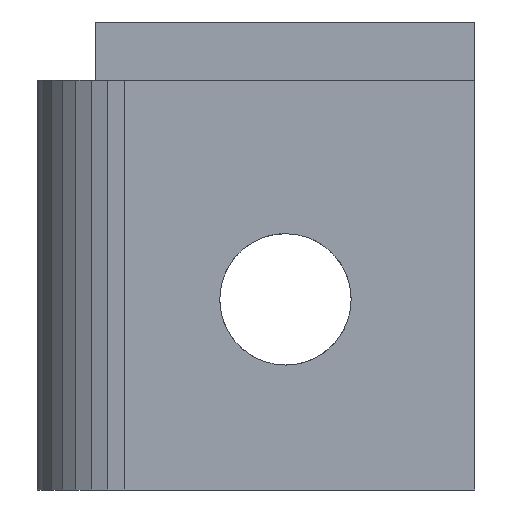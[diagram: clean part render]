
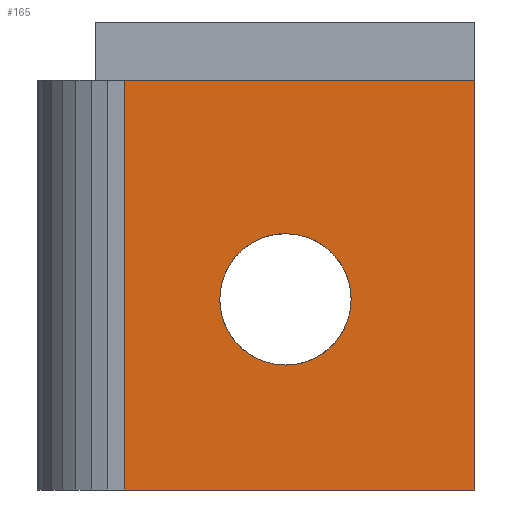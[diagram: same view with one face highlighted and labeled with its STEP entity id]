
A CAD part, left-side view. The second image highlights one B-rep face of the part: STEP entity #165.
In plain terms, the highlighted planar face has unit normal (-1, 0, 0).
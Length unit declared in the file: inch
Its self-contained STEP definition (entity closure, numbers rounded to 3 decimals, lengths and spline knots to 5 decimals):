
#165=ADVANCED_FACE('',(#364,#365),#366,.T.);
#364=FACE_BOUND('',#660,.T.);
#365=FACE_OUTER_BOUND('',#661,.T.);
#366=PLANE('',#662);
#660=EDGE_LOOP('',(#1127,#1128,#1129,#1130));
#661=EDGE_LOOP('',(#1131,#1132,#1133,#1134));
#662=AXIS2_PLACEMENT_3D('',#1135,#1136,#1137);
#1127=ORIENTED_EDGE('',*,*,#1669,.T.);
#1128=ORIENTED_EDGE('',*,*,#1670,.T.);
#1129=ORIENTED_EDGE('',*,*,#1584,.T.);
#1130=ORIENTED_EDGE('',*,*,#1671,.T.);
#1131=ORIENTED_EDGE('',*,*,#1672,.T.);
#1132=ORIENTED_EDGE('',*,*,#1673,.F.);
#1133=ORIENTED_EDGE('',*,*,#1674,.T.);
#1134=ORIENTED_EDGE('',*,*,#1526,.T.);
#1135=CARTESIAN_POINT('',(1.62196,0.74859,-2.0));
#1136=DIRECTION('',(-1.0,0.0,0.0));
#1137=DIRECTION('',(0.0,-1.0,0.0));
#1526=EDGE_CURVE('',#1825,#1826,#1827,.T.);
#1584=EDGE_CURVE('',#1924,#1922,#1925,.T.);
#1669=EDGE_CURVE('',#2058,#2059,#2060,.T.);
#1670=EDGE_CURVE('',#2059,#1924,#2061,.T.);
#1671=EDGE_CURVE('',#1922,#2058,#2062,.T.);
#1672=EDGE_CURVE('',#1826,#2063,#2064,.T.);
#1673=EDGE_CURVE('',#2065,#2063,#2066,.T.);
#1674=EDGE_CURVE('',#2065,#1825,#2067,.T.);
#1825=VERTEX_POINT('',#2288);
#1826=VERTEX_POINT('',#2289);
#1827=LINE('',#2290,#2291);
#1922=VERTEX_POINT('',#2519);
#1924=VERTEX_POINT('',#2522);
#1925=B_SPLINE_CURVE_WITH_KNOTS('',3,(#2523,#2524,#2525,#2526,#2527,#2528,#2529,#2530,#2531,#2532,#2533,#2534),.UNSPECIFIED.,.F.,.F.,(4,2,2,2,2,4),(0.0,0.10863,0.21658,0.32761,0.3845,0.44316),.UNSPECIFIED.);
#2058=VERTEX_POINT('',#2778);
#2059=VERTEX_POINT('',#2779);
#2060=B_SPLINE_CURVE_WITH_KNOTS('',3,(#2780,#2781,#2782,#2783,#2784,#2785,#2786,#2787,#2788,#2789,#2790,#2791),.UNSPECIFIED.,.F.,.F.,(4,2,2,2,2,4),(0.0,0.10861,0.21655,0.32758,0.38448,0.44315),.UNSPECIFIED.);
#2061=B_SPLINE_CURVE_WITH_KNOTS('',3,(#2792,#2793,#2794,#2795,#2796,#2797,#2798,#2799,#2800,#2801,#2802,#2803),.UNSPECIFIED.,.F.,.F.,(4,2,2,2,2,4),(0.0,0.10862,0.21656,0.32758,0.38448,0.44315),.UNSPECIFIED.);
#2062=B_SPLINE_CURVE_WITH_KNOTS('',3,(#2804,#2805,#2806,#2807,#2808,#2809,#2810,#2811,#2812,#2813,#2814,#2815),.UNSPECIFIED.,.F.,.F.,(4,2,2,2,2,4),(0.0,0.10861,0.21655,0.32758,0.38448,0.44316),.UNSPECIFIED.);
#2063=VERTEX_POINT('',#2816);
#2064=LINE('',#2817,#2818);
#2065=VERTEX_POINT('',#2819);
#2066=LINE('',#2820,#2821);
#2067=LINE('',#2822,#2823);
#2288=CARTESIAN_POINT('',(1.62196,0.0,-2.0));
#2289=CARTESIAN_POINT('',(1.62196,0.0,-0.25));
#2290=CARTESIAN_POINT('',(1.62196,0.0,-2.0));
#2291=VECTOR('',#3098,1.0);
#2519=CARTESIAN_POINT('',(1.62196,0.80981,-0.90464));
#2522=CARTESIAN_POINT('',(1.62196,1.09053,-1.18538));
#2523=CARTESIAN_POINT('',(1.62196,1.09053,-1.18538));
#2524=CARTESIAN_POINT('',(1.62196,1.09053,-1.14917));
#2525=CARTESIAN_POINT('',(1.62196,1.08368,-1.11357));
#2526=CARTESIAN_POINT('',(1.62196,1.05664,-1.04678));
#2527=CARTESIAN_POINT('',(1.62196,1.03684,-1.01638));
#2528=CARTESIAN_POINT('',(1.62196,0.9863,-0.96397));
#2529=CARTESIAN_POINT('',(1.62196,0.95567,-0.94262));
#2530=CARTESIAN_POINT('',(1.62196,0.90446,-0.92031));
#2531=CARTESIAN_POINT('',(1.62196,0.8864,-0.91455));
#2532=CARTESIAN_POINT('',(1.62196,0.84877,-0.90664));
#2533=CARTESIAN_POINT('',(1.62196,0.82934,-0.90464));
#2534=CARTESIAN_POINT('',(1.62196,0.80981,-0.90464));
#2778=CARTESIAN_POINT('',(1.62196,0.52909,-1.18538));
#2779=CARTESIAN_POINT('',(1.62196,0.80981,-1.4661));
#2780=CARTESIAN_POINT('',(1.62196,0.52909,-1.18538));
#2781=CARTESIAN_POINT('',(1.62196,0.52909,-1.22158));
#2782=CARTESIAN_POINT('',(1.62196,0.53595,-1.25717));
#2783=CARTESIAN_POINT('',(1.62196,0.56299,-1.32395));
#2784=CARTESIAN_POINT('',(1.62196,0.58278,-1.35434));
#2785=CARTESIAN_POINT('',(1.62196,0.63331,-1.40676));
#2786=CARTESIAN_POINT('',(1.62196,0.66394,-1.42811));
#2787=CARTESIAN_POINT('',(1.62196,0.71516,-1.45042));
#2788=CARTESIAN_POINT('',(1.62196,0.73322,-1.45619));
#2789=CARTESIAN_POINT('',(1.62196,0.77085,-1.4641));
#2790=CARTESIAN_POINT('',(1.62196,0.79028,-1.4661));
#2791=CARTESIAN_POINT('',(1.62196,0.80981,-1.4661));
#2792=CARTESIAN_POINT('',(1.62196,0.80981,-1.4661));
#2793=CARTESIAN_POINT('',(1.62196,0.84602,-1.4661));
#2794=CARTESIAN_POINT('',(1.62196,0.88162,-1.45924));
#2795=CARTESIAN_POINT('',(1.62196,0.9484,-1.4322));
#2796=CARTESIAN_POINT('',(1.62196,0.97879,-1.41241));
#2797=CARTESIAN_POINT('',(1.62196,1.0312,-1.36188));
#2798=CARTESIAN_POINT('',(1.62196,1.05255,-1.33125));
#2799=CARTESIAN_POINT('',(1.62196,1.07486,-1.28003));
#2800=CARTESIAN_POINT('',(1.62196,1.08062,-1.26197));
#2801=CARTESIAN_POINT('',(1.62196,1.08854,-1.22434));
#2802=CARTESIAN_POINT('',(1.62196,1.09053,-1.20491));
#2803=CARTESIAN_POINT('',(1.62196,1.09053,-1.18538));
#2804=CARTESIAN_POINT('',(1.62196,0.80981,-0.90464));
#2805=CARTESIAN_POINT('',(1.62196,0.77361,-0.90464));
#2806=CARTESIAN_POINT('',(1.62196,0.73802,-0.9115));
#2807=CARTESIAN_POINT('',(1.62196,0.67124,-0.93854));
#2808=CARTESIAN_POINT('',(1.62196,0.64085,-0.95833));
#2809=CARTESIAN_POINT('',(1.62196,0.58843,-1.00886));
#2810=CARTESIAN_POINT('',(1.62196,0.56708,-1.03949));
#2811=CARTESIAN_POINT('',(1.62196,0.54477,-1.09071));
#2812=CARTESIAN_POINT('',(1.62196,0.539,-1.10877));
#2813=CARTESIAN_POINT('',(1.62196,0.53109,-1.14641));
#2814=CARTESIAN_POINT('',(1.62196,0.52909,-1.16584));
#2815=CARTESIAN_POINT('',(1.62196,0.52909,-1.18538));
#2816=CARTESIAN_POINT('',(1.62196,1.49718,-0.25));
#2817=CARTESIAN_POINT('',(1.62196,1.49718,-0.25));
#2818=VECTOR('',#3197,1.0);
#2819=CARTESIAN_POINT('',(1.62196,1.49718,-2.0));
#2820=CARTESIAN_POINT('',(1.62196,1.49718,-2.0));
#2821=VECTOR('',#3198,1.0);
#2822=CARTESIAN_POINT('',(1.62196,1.49718,-2.0));
#2823=VECTOR('',#3199,1.0);
#3098=DIRECTION('',(0.0,0.0,1.0));
#3197=DIRECTION('',(0.0,1.0,0.0));
#3198=DIRECTION('',(0.0,0.0,1.0));
#3199=DIRECTION('',(0.0,-1.0,0.0));
